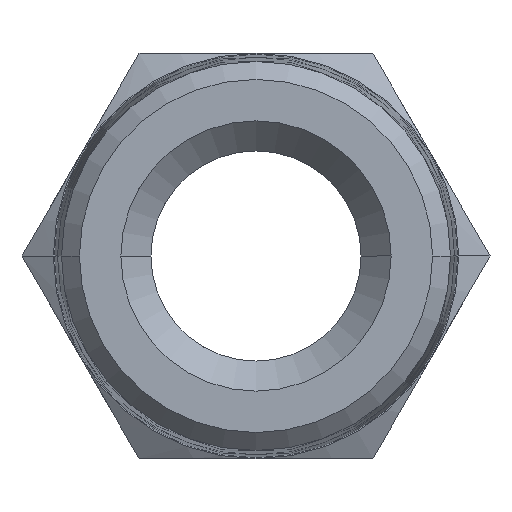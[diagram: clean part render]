
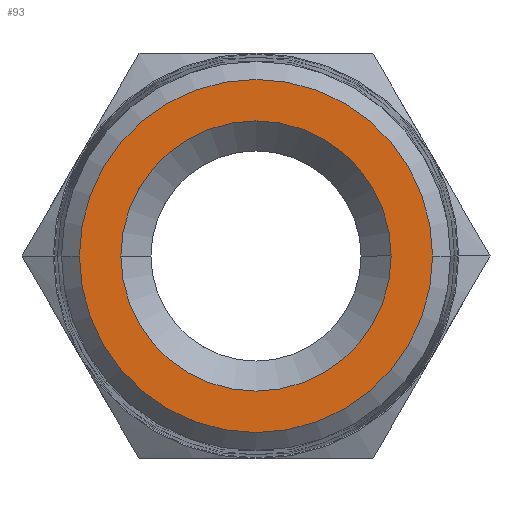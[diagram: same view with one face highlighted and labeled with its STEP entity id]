
A CAD part, left-side view. The second image highlights one B-rep face of the part: STEP entity #93.
In plain terms, the highlighted planar face has unit normal (-1, 0, 0).
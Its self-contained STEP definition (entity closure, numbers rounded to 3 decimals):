
#93=ADVANCED_FACE('',(#196,#197),#198,.T.);
#196=FACE_BOUND('',#300,.T.);
#197=FACE_OUTER_BOUND('',#301,.T.);
#198=PLANE('',#302);
#300=EDGE_LOOP('',(#640,#641));
#301=EDGE_LOOP('',(#642,#643));
#302=AXIS2_PLACEMENT_3D('',#644,#645,#646);
#640=ORIENTED_EDGE('',*,*,#691,.T.);
#641=ORIENTED_EDGE('',*,*,#690,.T.);
#642=ORIENTED_EDGE('',*,*,#652,.F.);
#643=ORIENTED_EDGE('',*,*,#746,.F.);
#644=CARTESIAN_POINT('',(0.0,-5.88,0.0));
#645=DIRECTION('',(-1.0,0.,-0.0));
#646=DIRECTION('',(0.,1.0,0.0));
#652=EDGE_CURVE('',#755,#757,#758,.T.);
#690=EDGE_CURVE('',#826,#828,#830,.T.);
#691=EDGE_CURVE('',#828,#826,#831,.T.);
#746=EDGE_CURVE('',#757,#755,#906,.T.);
#755=VERTEX_POINT('',#917);
#757=VERTEX_POINT('',#920);
#758=CIRCLE('',#921,11.761);
#826=VERTEX_POINT('',#1050);
#828=VERTEX_POINT('',#1053);
#830=CIRCLE('',#1056,9.0);
#831=CIRCLE('',#1057,9.0);
#906=CIRCLE('',#1358,11.761);
#917=CARTESIAN_POINT('',(0.0,-11.761,0.0));
#920=CARTESIAN_POINT('',(0.,11.761,0.));
#921=AXIS2_PLACEMENT_3D('',#1368,#1369,#1370);
#1050=CARTESIAN_POINT('',(0.,9.0,0.));
#1053=CARTESIAN_POINT('',(0.0,-9.0,0.));
#1056=AXIS2_PLACEMENT_3D('',#1432,#1433,#1434);
#1057=AXIS2_PLACEMENT_3D('',#1435,#1436,#1437);
#1358=AXIS2_PLACEMENT_3D('',#1528,#1529,#1530);
#1368=CARTESIAN_POINT('',(0.0,0.,0.0));
#1369=DIRECTION('',(1.0,0.,0.0));
#1370=DIRECTION('',(0.,-1.0,0.0));
#1432=CARTESIAN_POINT('',(0.0,0.0,0.0));
#1433=DIRECTION('',(1.0,0.,0.0));
#1434=DIRECTION('',(0.,1.0,0.0));
#1435=CARTESIAN_POINT('',(0.0,0.0,0.0));
#1436=DIRECTION('',(1.0,0.,0.0));
#1437=DIRECTION('',(0.,1.0,0.0));
#1528=CARTESIAN_POINT('',(0.0,0.,0.0));
#1529=DIRECTION('',(1.0,0.,0.0));
#1530=DIRECTION('',(0.,-1.0,0.0));
